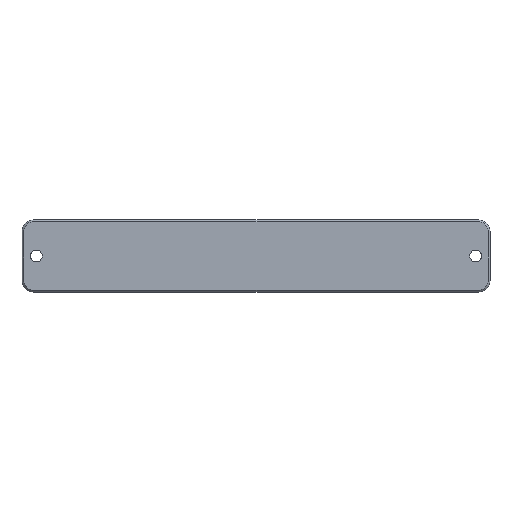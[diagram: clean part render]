
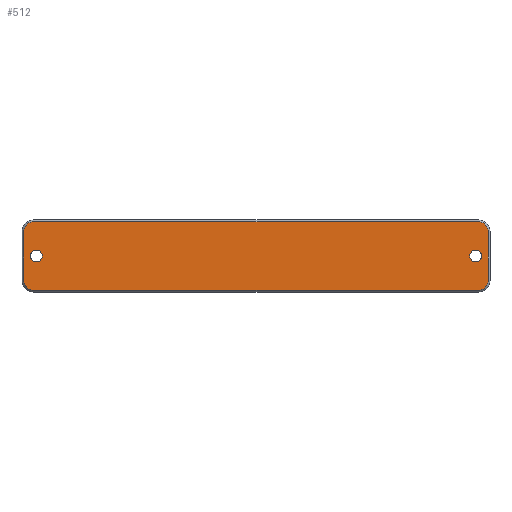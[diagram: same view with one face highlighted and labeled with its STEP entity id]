
A CAD part, top view. The second image highlights one B-rep face of the part: STEP entity #512.
In plain terms, the highlighted planar face has unit normal (0, 0, 1).
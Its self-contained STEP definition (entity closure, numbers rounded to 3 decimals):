
#15=FACE_BOUND('',#89,.T.);
#16=FACE_BOUND('',#90,.T.);
#34=PLANE('',#573);
#59=FACE_OUTER_BOUND('',#88,.T.);
#88=EDGE_LOOP('',(#418,#419,#420,#421,#422,#423,#424,#425));
#89=EDGE_LOOP('',(#426,#427));
#90=EDGE_LOOP('',(#428,#429));
#119=LINE('',#802,#165);
#124=LINE('',#816,#170);
#128=LINE('',#828,#174);
#132=LINE('',#840,#178);
#165=VECTOR('',#643,10.);
#170=VECTOR('',#656,10.);
#174=VECTOR('',#668,10.);
#178=VECTOR('',#680,10.);
#202=CIRCLE('',#553,3.8);
#204=CIRCLE('',#557,3.8);
#206=CIRCLE('',#561,3.8);
#208=CIRCLE('',#565,3.8);
#212=CIRCLE('',#574,2.2);
#213=CIRCLE('',#575,2.2);
#214=CIRCLE('',#576,2.2);
#215=CIRCLE('',#577,2.2);
#237=VERTEX_POINT('',#799);
#238=VERTEX_POINT('',#801);
#241=VERTEX_POINT('',#808);
#243=VERTEX_POINT('',#814);
#245=VERTEX_POINT('',#820);
#247=VERTEX_POINT('',#826);
#249=VERTEX_POINT('',#832);
#251=VERTEX_POINT('',#838);
#257=VERTEX_POINT('',#864);
#258=VERTEX_POINT('',#865);
#259=VERTEX_POINT('',#868);
#260=VERTEX_POINT('',#869);
#291=EDGE_CURVE('',#237,#238,#119,.T.);
#295=EDGE_CURVE('',#241,#237,#202,.T.);
#298=EDGE_CURVE('',#243,#241,#124,.T.);
#301=EDGE_CURVE('',#245,#243,#204,.T.);
#304=EDGE_CURVE('',#247,#245,#128,.T.);
#307=EDGE_CURVE('',#249,#247,#206,.T.);
#310=EDGE_CURVE('',#251,#249,#132,.T.);
#312=EDGE_CURVE('',#238,#251,#208,.T.);
#323=EDGE_CURVE('',#257,#258,#212,.T.);
#324=EDGE_CURVE('',#258,#257,#213,.T.);
#325=EDGE_CURVE('',#259,#260,#214,.T.);
#326=EDGE_CURVE('',#260,#259,#215,.T.);
#418=ORIENTED_EDGE('',*,*,#291,.F.);
#419=ORIENTED_EDGE('',*,*,#295,.F.);
#420=ORIENTED_EDGE('',*,*,#298,.F.);
#421=ORIENTED_EDGE('',*,*,#301,.F.);
#422=ORIENTED_EDGE('',*,*,#304,.F.);
#423=ORIENTED_EDGE('',*,*,#307,.F.);
#424=ORIENTED_EDGE('',*,*,#310,.F.);
#425=ORIENTED_EDGE('',*,*,#312,.F.);
#426=ORIENTED_EDGE('',*,*,#323,.T.);
#427=ORIENTED_EDGE('',*,*,#324,.T.);
#428=ORIENTED_EDGE('',*,*,#325,.T.);
#429=ORIENTED_EDGE('',*,*,#326,.T.);
#512=ADVANCED_FACE('',(#59,#15,#16),#34,.T.);
#553=AXIS2_PLACEMENT_3D('',#810,#649,#650);
#557=AXIS2_PLACEMENT_3D('',#822,#661,#662);
#561=AXIS2_PLACEMENT_3D('',#834,#673,#674);
#565=AXIS2_PLACEMENT_3D('',#843,#684,#685);
#573=AXIS2_PLACEMENT_3D('',#863,#707,#708);
#574=AXIS2_PLACEMENT_3D('',#866,#709,#710);
#575=AXIS2_PLACEMENT_3D('',#867,#711,#712);
#576=AXIS2_PLACEMENT_3D('',#870,#713,#714);
#577=AXIS2_PLACEMENT_3D('',#871,#715,#716);
#643=DIRECTION('',(0.,-1.,0.));
#649=DIRECTION('center_axis',(0.,0.,-1.));
#650=DIRECTION('ref_axis',(1.,0.,0.));
#656=DIRECTION('',(1.,0.,0.));
#661=DIRECTION('center_axis',(0.,0.,-1.));
#662=DIRECTION('ref_axis',(0.,1.,0.));
#668=DIRECTION('',(0.,1.,0.));
#673=DIRECTION('center_axis',(0.,0.,-1.));
#674=DIRECTION('ref_axis',(-1.,0.,0.));
#680=DIRECTION('',(-1.,0.,0.));
#684=DIRECTION('center_axis',(0.,0.,-1.));
#685=DIRECTION('ref_axis',(0.,-1.,0.));
#707=DIRECTION('center_axis',(0.,0.,1.));
#708=DIRECTION('ref_axis',(-1.,0.,0.));
#709=DIRECTION('center_axis',(0.,0.,-1.));
#710=DIRECTION('ref_axis',(-1.,0.,0.));
#711=DIRECTION('center_axis',(0.,0.,-1.));
#712=DIRECTION('ref_axis',(-1.,0.,0.));
#713=DIRECTION('center_axis',(0.,0.,-1.));
#714=DIRECTION('ref_axis',(-1.,0.,0.));
#715=DIRECTION('center_axis',(0.,0.,-1.));
#716=DIRECTION('ref_axis',(-1.,0.,0.));
#799=CARTESIAN_POINT('',(85.7,8.9,5.2));
#801=CARTESIAN_POINT('',(85.7,-8.9,5.2));
#802=CARTESIAN_POINT('',(85.7,-4.45,5.2));
#808=CARTESIAN_POINT('',(81.9,12.7,5.2));
#810=CARTESIAN_POINT('Origin',(81.9,8.9,5.2));
#814=CARTESIAN_POINT('',(-81.9,12.7,5.2));
#816=CARTESIAN_POINT('',(40.95,12.7,5.2));
#820=CARTESIAN_POINT('',(-85.7,8.9,5.2));
#822=CARTESIAN_POINT('Origin',(-81.9,8.9,5.2));
#826=CARTESIAN_POINT('',(-85.7,-8.9,5.2));
#828=CARTESIAN_POINT('',(-85.7,4.45,5.2));
#832=CARTESIAN_POINT('',(-81.9,-12.7,5.2));
#834=CARTESIAN_POINT('Origin',(-81.9,-8.9,5.2));
#838=CARTESIAN_POINT('',(81.9,-12.7,5.2));
#840=CARTESIAN_POINT('',(-40.95,-12.7,5.2));
#843=CARTESIAN_POINT('Origin',(81.9,-8.9,5.2));
#863=CARTESIAN_POINT('Origin',(0.,0.,
5.2));
#864=CARTESIAN_POINT('',(83.2,0.,5.2));
#865=CARTESIAN_POINT('',(78.8,0.,5.2));
#866=CARTESIAN_POINT('Origin',(81.,0.,5.2));
#867=CARTESIAN_POINT('Origin',(81.,0.,5.2));
#868=CARTESIAN_POINT('',(-78.8,0.,5.2));
#869=CARTESIAN_POINT('',(-83.2,0.,5.2));
#870=CARTESIAN_POINT('Origin',(-81.,0.,5.2));
#871=CARTESIAN_POINT('Origin',(-81.,0.,5.2));
